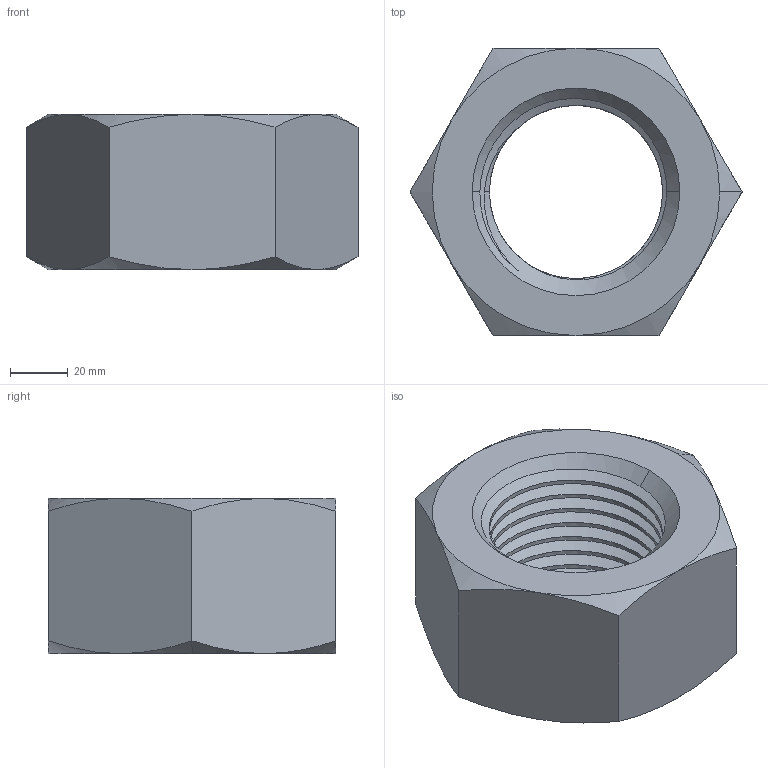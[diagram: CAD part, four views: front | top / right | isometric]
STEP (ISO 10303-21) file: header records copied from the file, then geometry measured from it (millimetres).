
FILE_DESCRIPTION (( 'STEP AP214' ), '1' );
FILE_NAME ('M68 Nut.STEP', '2019-05-01T13:53:03', ( '' ), ( '' ), 'SwSTEP 2.0', 'SolidWorks 2018', '' );
FILE_SCHEMA (( 'AUTOMOTIVE_DESIGN' ));
Length unit declared in the file: millimetre
Products named in the file (1): M68 Nut
Bounding box: 115.47 x 100 x 54 mm (x, y, z)
Volume: 291643.2 mm3; surface area: 45619.1 mm2
Topology: 1 solids, 1 shells, 46 faces, 116 edges, 72 vertices
Faces by surface type: cone 20, cylinder 16, plane 8, bspline 2
Entity records: 3531 total; most frequent: CARTESIAN_POINT 2543, ORIENTED_EDGE 232, DIRECTION 163, EDGE_CURVE 116, VERTEX_POINT 72, AXIS2_PLACEMENT_3D 67, EDGE_LOOP 48, ADVANCED_FACE 46
